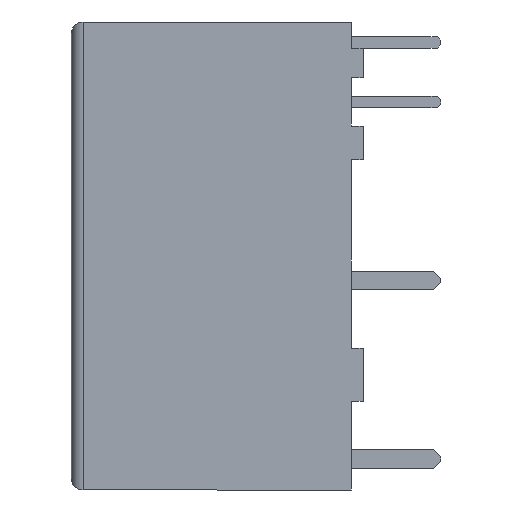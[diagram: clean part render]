
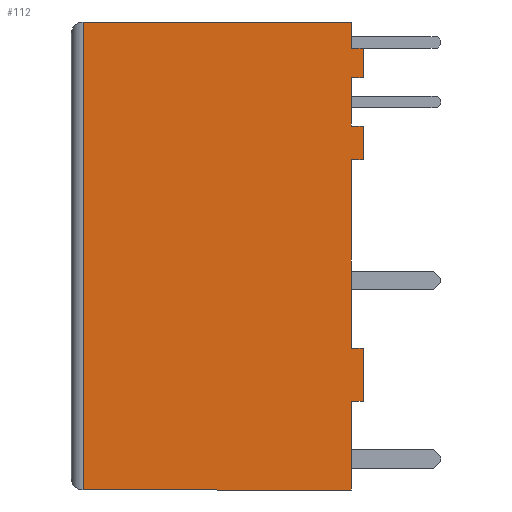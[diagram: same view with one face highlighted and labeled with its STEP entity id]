
A CAD part, left-side view. The second image highlights one B-rep face of the part: STEP entity #112.
In plain terms, the highlighted planar face has unit normal (-1, 0, 0).
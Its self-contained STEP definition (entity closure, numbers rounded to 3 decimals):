
#18 = ORIENTED_EDGE ( 'NONE', *, *, #2272, .T. ) ;
#49 = EDGE_CURVE ( 'NONE', #1557, #572, #782, .T. ) ;
#83 = LINE ( 'NONE', #3034, #2382 ) ;
#112 = ADVANCED_FACE ( 'NONE', ( #3359 ), #2802, .F. ) ;
#119 = VECTOR ( 'NONE', #817, 1000. ) ;
#132 = EDGE_CURVE ( 'NONE', #3376, #719, #2069, .T. ) ;
#164 = CARTESIAN_POINT ( 'NONE',  ( -2.525, 0., -3.931 ) ) ;
#286 = CARTESIAN_POINT ( 'NONE',  ( -2.525, 0.5, -3.931 ) ) ;
#288 = CARTESIAN_POINT ( 'NONE',  ( -2.525, 0., 8.865 ) ) ;
#297 = LINE ( 'NONE', #1400, #1077 ) ;
#305 = EDGE_CURVE ( 'NONE', #3110, #918, #1797, .T. ) ;
#309 = ORIENTED_EDGE ( 'NONE', *, *, #2151, .T. ) ;
#423 = VERTEX_POINT ( 'NONE', #3250 ) ;
#425 = CARTESIAN_POINT ( 'NONE',  ( -2.525, 12.45, -9.985 ) ) ;
#476 = LINE ( 'NONE', #706, #674 ) ;
#491 = CARTESIAN_POINT ( 'NONE',  ( -2.525, 0., -6.208 ) ) ;
#497 = VECTOR ( 'NONE', #3430, 1000. ) ;
#553 = ORIENTED_EDGE ( 'NONE', *, *, #49, .T. ) ;
#565 = VECTOR ( 'NONE', #2737, 1000. ) ;
#572 = VERTEX_POINT ( 'NONE', #3133 ) ;
#674 = VECTOR ( 'NONE', #1826, 1000. ) ;
#706 = CARTESIAN_POINT ( 'NONE',  ( -2.525, 0., 9.985 ) ) ;
#719 = VERTEX_POINT ( 'NONE', #286 ) ;
#756 = CARTESIAN_POINT ( 'NONE',  ( -2.525, 0.5, 7.603 ) ) ;
#782 = LINE ( 'NONE', #803, #119 ) ;
#803 = CARTESIAN_POINT ( 'NONE',  ( -2.525, 0., 5.547 ) ) ;
#817 = DIRECTION ( 'NONE',  ( 0., 1., 0. ) ) ;
#848 = DIRECTION ( 'NONE',  ( 0., 0., 1. ) ) ;
#864 = LINE ( 'NONE', #3006, #1993 ) ;
#889 = DIRECTION ( 'NONE',  ( 0., 1., 0. ) ) ;
#914 = CARTESIAN_POINT ( 'NONE',  ( -2.525, 0., 0. ) ) ;
#918 = VERTEX_POINT ( 'NONE', #2079 ) ;
#957 = CARTESIAN_POINT ( 'NONE',  ( -2.525, 0., 4.102 ) ) ;
#981 = CARTESIAN_POINT ( 'NONE',  ( -2.525, 0.5, -6.208 ) ) ;
#1007 = ORIENTED_EDGE ( 'NONE', *, *, #305, .F. ) ;
#1010 = DIRECTION ( 'NONE',  ( 0., -1., 0. ) ) ;
#1017 = CARTESIAN_POINT ( 'NONE',  ( -2.525, 0.5, 8.865 ) ) ;
#1056 = LINE ( 'NONE', #2136, #2445 ) ;
#1069 = EDGE_CURVE ( 'NONE', #3119, #2262, #1733, .T. ) ;
#1076 = CARTESIAN_POINT ( 'NONE',  ( -2.525, 0.5, 8.865 ) ) ;
#1077 = VECTOR ( 'NONE', #1217, 1000. ) ;
#1085 = VECTOR ( 'NONE', #1857, 1000. ) ;
#1158 = CARTESIAN_POINT ( 'NONE',  ( -2.525, 12.45, 9.985 ) ) ;
#1160 = CARTESIAN_POINT ( 'NONE',  ( -2.525, 0., 5.547 ) ) ;
#1176 = VECTOR ( 'NONE', #2794, 1000. ) ;
#1217 = DIRECTION ( 'NONE',  ( 0., 0., -1. ) ) ;
#1246 = VECTOR ( 'NONE', #3076, 1000. ) ;
#1265 = EDGE_CURVE ( 'NONE', #3110, #1954, #3117, .T. ) ;
#1333 = ORIENTED_EDGE ( 'NONE', *, *, #3092, .T. ) ;
#1338 = CARTESIAN_POINT ( 'NONE',  ( -2.525, 0.5, 9.985 ) ) ;
#1347 = EDGE_CURVE ( 'NONE', #1807, #1787, #297, .T. ) ;
#1400 = CARTESIAN_POINT ( 'NONE',  ( -2.525, 0., 9.985 ) ) ;
#1422 = ORIENTED_EDGE ( 'NONE', *, *, #2979, .F. ) ;
#1454 = DIRECTION ( 'NONE',  ( 0., 0., -1. ) ) ;
#1533 = ORIENTED_EDGE ( 'NONE', *, *, #1069, .T. ) ;
#1557 = VERTEX_POINT ( 'NONE', #1160 ) ;
#1702 = CARTESIAN_POINT ( 'NONE',  ( -2.525, 0., 7.603 ) ) ;
#1733 = LINE ( 'NONE', #957, #497 ) ;
#1787 = VERTEX_POINT ( 'NONE', #1702 ) ;
#1796 = ORIENTED_EDGE ( 'NONE', *, *, #1347, .F. ) ;
#1797 = LINE ( 'NONE', #425, #1176 ) ;
#1807 = VERTEX_POINT ( 'NONE', #288 ) ;
#1826 = DIRECTION ( 'NONE',  ( 0., 0., -1. ) ) ;
#1841 = ORIENTED_EDGE ( 'NONE', *, *, #3109, .F. ) ;
#1857 = DIRECTION ( 'NONE',  ( 0., -1., 0. ) ) ;
#1873 = VECTOR ( 'NONE', #3388, 1000. ) ;
#1895 = CARTESIAN_POINT ( 'NONE',  ( -2.525, 0.5, 4.102 ) ) ;
#1923 = ORIENTED_EDGE ( 'NONE', *, *, #3172, .T. ) ;
#1947 = LINE ( 'NONE', #2435, #3075 ) ;
#1954 = VERTEX_POINT ( 'NONE', #2912 ) ;
#1957 = CARTESIAN_POINT ( 'NONE',  ( -2.525, 0.5, -9.985 ) ) ;
#1991 = LINE ( 'NONE', #3105, #1246 ) ;
#1993 = VECTOR ( 'NONE', #848, 1000. ) ;
#2032 = ORIENTED_EDGE ( 'NONE', *, *, #2583, .T. ) ;
#2052 = EDGE_CURVE ( 'NONE', #1807, #2721, #3447, .T. ) ;
#2062 = LINE ( 'NONE', #981, #2844 ) ;
#2065 = ORIENTED_EDGE ( 'NONE', *, *, #2568, .T. ) ;
#2069 = LINE ( 'NONE', #3148, #3037 ) ;
#2079 = CARTESIAN_POINT ( 'NONE',  ( -2.525, 11.95, -9.985 ) ) ;
#2136 = CARTESIAN_POINT ( 'NONE',  ( -2.525, 0., 9.985 ) ) ;
#2151 = EDGE_CURVE ( 'NONE', #2721, #3028, #1947, .T. ) ;
#2155 = DIRECTION ( 'NONE',  ( 0., 0., -1. ) ) ;
#2215 = EDGE_LOOP ( 'NONE', ( #2324, #18, #1422, #2931, #1923, #1533, #1841, #553, #2065, #1333, #1796, #2842, #309, #3372, #2032, #1007 ) ) ;
#2225 = DIRECTION ( 'NONE',  ( 0., 0., 1. ) ) ;
#2262 = VERTEX_POINT ( 'NONE', #2284 ) ;
#2272 = EDGE_CURVE ( 'NONE', #1954, #3096, #2062, .T. ) ;
#2284 = CARTESIAN_POINT ( 'NONE',  ( -2.525, 0., 4.102 ) ) ;
#2324 = ORIENTED_EDGE ( 'NONE', *, *, #1265, .T. ) ;
#2357 = CARTESIAN_POINT ( 'NONE',  ( -2.525, 0.5, -9.985 ) ) ;
#2382 = VECTOR ( 'NONE', #2225, 1000. ) ;
#2435 = CARTESIAN_POINT ( 'NONE',  ( -2.525, 0.5, 9.985 ) ) ;
#2445 = VECTOR ( 'NONE', #2155, 1000. ) ;
#2500 = VECTOR ( 'NONE', #3239, 1000. ) ;
#2568 = EDGE_CURVE ( 'NONE', #572, #3087, #83, .T. ) ;
#2583 = EDGE_CURVE ( 'NONE', #423, #918, #1991, .T. ) ;
#2672 = CARTESIAN_POINT ( 'NONE',  ( -2.525, 0., 7.603 ) ) ;
#2721 = VERTEX_POINT ( 'NONE', #1076 ) ;
#2737 = DIRECTION ( 'NONE',  ( 0., 1., 0. ) ) ;
#2749 = AXIS2_PLACEMENT_3D ( 'NONE', #914, #3377, #1454 ) ;
#2769 = LINE ( 'NONE', #1158, #2500 ) ;
#2794 = DIRECTION ( 'NONE',  ( 0., 1., 0. ) ) ;
#2802 = PLANE ( 'NONE',  #2749 ) ;
#2842 = ORIENTED_EDGE ( 'NONE', *, *, #2052, .T. ) ;
#2844 = VECTOR ( 'NONE', #1010, 1000. ) ;
#2912 = CARTESIAN_POINT ( 'NONE',  ( -2.525, 0.5, -6.208 ) ) ;
#2931 = ORIENTED_EDGE ( 'NONE', *, *, #132, .T. ) ;
#2979 = EDGE_CURVE ( 'NONE', #3376, #3096, #476, .T. ) ;
#3006 = CARTESIAN_POINT ( 'NONE',  ( -2.525, 0.5, -3.931 ) ) ;
#3028 = VERTEX_POINT ( 'NONE', #1338 ) ;
#3034 = CARTESIAN_POINT ( 'NONE',  ( -2.525, 0.5, 5.547 ) ) ;
#3037 = VECTOR ( 'NONE', #889, 1000. ) ;
#3075 = VECTOR ( 'NONE', #3237, 1000. ) ;
#3076 = DIRECTION ( 'NONE',  ( 0., 0., -1. ) ) ;
#3087 = VERTEX_POINT ( 'NONE', #756 ) ;
#3092 = EDGE_CURVE ( 'NONE', #3087, #1787, #3469, .T. ) ;
#3096 = VERTEX_POINT ( 'NONE', #491 ) ;
#3105 = CARTESIAN_POINT ( 'NONE',  ( -2.525, 11.95, 0. ) ) ;
#3109 = EDGE_CURVE ( 'NONE', #1557, #2262, #1056, .T. ) ;
#3110 = VERTEX_POINT ( 'NONE', #2357 ) ;
#3117 = LINE ( 'NONE', #1957, #1873 ) ;
#3119 = VERTEX_POINT ( 'NONE', #1895 ) ;
#3133 = CARTESIAN_POINT ( 'NONE',  ( -2.525, 0.5, 5.547 ) ) ;
#3148 = CARTESIAN_POINT ( 'NONE',  ( -2.525, 0., -3.931 ) ) ;
#3172 = EDGE_CURVE ( 'NONE', #719, #3119, #864, .T. ) ;
#3208 = EDGE_CURVE ( 'NONE', #423, #3028, #2769, .T. ) ;
#3237 = DIRECTION ( 'NONE',  ( 0., 0., 1. ) ) ;
#3239 = DIRECTION ( 'NONE',  ( 0., -1., 0. ) ) ;
#3250 = CARTESIAN_POINT ( 'NONE',  ( -2.525, 11.95, 9.985 ) ) ;
#3359 = FACE_OUTER_BOUND ( 'NONE', #2215, .T. ) ;
#3372 = ORIENTED_EDGE ( 'NONE', *, *, #3208, .F. ) ;
#3376 = VERTEX_POINT ( 'NONE', #164 ) ;
#3377 = DIRECTION ( 'NONE',  ( 1., 0., 0. ) ) ;
#3388 = DIRECTION ( 'NONE',  ( 0., 0., 1. ) ) ;
#3430 = DIRECTION ( 'NONE',  ( 0., -1., 0. ) ) ;
#3447 = LINE ( 'NONE', #1017, #565 ) ;
#3469 = LINE ( 'NONE', #2672, #1085 ) ;
